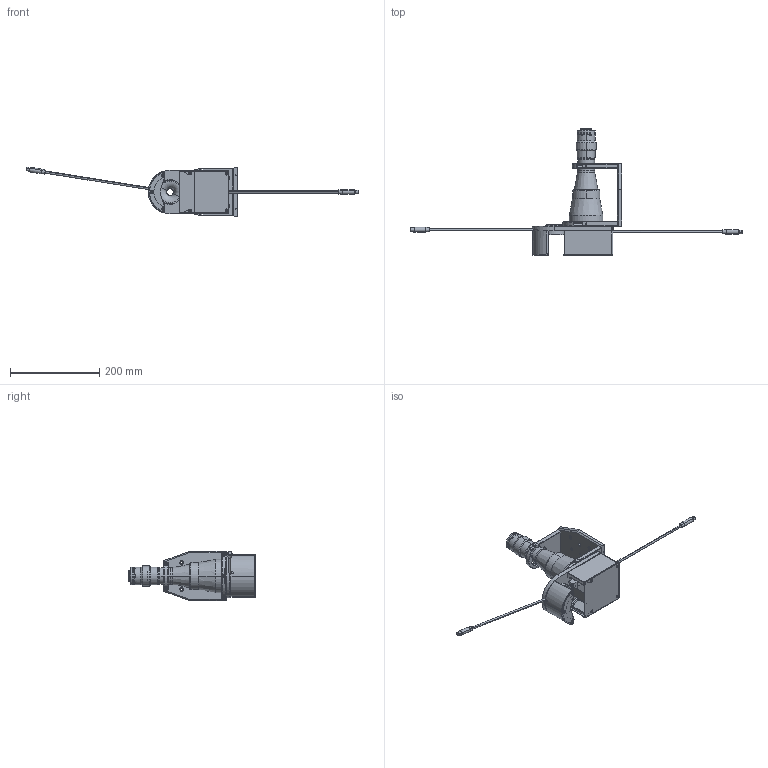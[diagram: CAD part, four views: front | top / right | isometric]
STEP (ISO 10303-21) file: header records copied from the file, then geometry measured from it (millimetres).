
FILE_DESCRIPTION (( 'STEP AP203' ), '1' );
FILE_NAME ('DP30063_TCCAGE2MHR048HP-C.step', '2020-06-26T14:41:49', ( '' ), ( '' ), 'SwSTEP 2.0', 'SolidWorks 2020', '' );
FILE_SCHEMA (( 'CONFIG_CONTROL_DESIGN' ));
Length unit declared in the file: millimetre
Products named in the file (1): DP30063_TCCAGE2MHR048HP-C
Bounding box: 744.77 x 283.8 x 111.05 mm (x, y, z)
Surface area: 252756.4 mm2 (no closed solid volume)
Topology: 0 solids, 86 shells, 722 faces, 2550 edges, 1893 vertices
Faces by surface type: plane 331, cylinder 254, cone 81, torus 52, sphere 4
Entity records: 28478 total; most frequent: CARTESIAN_POINT 6194, DIRECTION 4890, ORIENTED_EDGE 3782, EDGE_CURVE 2538, VERTEX_POINT 1893, AXIS2_PLACEMENT_3D 1741, LINE 1408, VECTOR 1408
